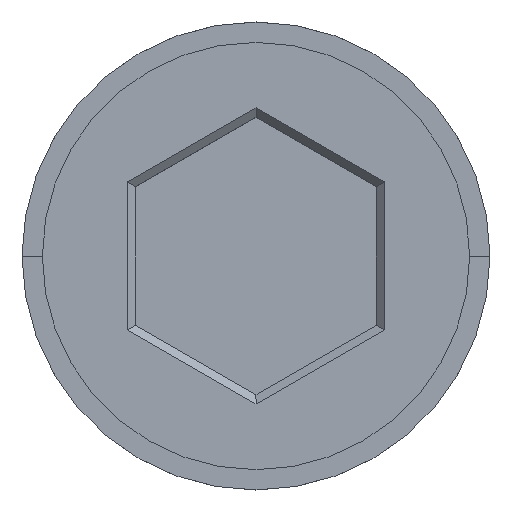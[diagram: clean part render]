
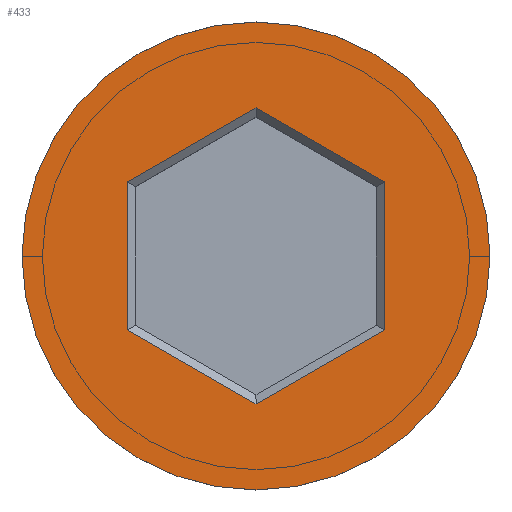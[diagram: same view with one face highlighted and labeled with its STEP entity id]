
A CAD part, top view. The second image highlights one B-rep face of the part: STEP entity #433.
In plain terms, the highlighted planar face has unit normal (0, 0, 1).
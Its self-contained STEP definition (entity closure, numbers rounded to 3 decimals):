
#57 = EDGE_CURVE ( 'NONE', #1100, #1443, #927, .T. ) ;
#58 = LINE ( 'NONE', #717, #147 ) ;
#81 = DIRECTION ( 'NONE',  ( -0.866, -0.5, 0. ) ) ;
#89 = CARTESIAN_POINT ( 'NONE',  ( 0., 0., 0. ) ) ;
#131 = VERTEX_POINT ( 'NONE', #1233 ) ;
#147 = VECTOR ( 'NONE', #1060, 1000. ) ;
#167 = EDGE_CURVE ( 'NONE', #1108, #1137, #820, .T. ) ;
#179 = LINE ( 'NONE', #1174, #495 ) ;
#180 = CARTESIAN_POINT ( 'NONE',  ( -5.75, 0., 0. ) ) ;
#190 = LINE ( 'NONE', #1021, #1431 ) ;
#200 = DIRECTION ( 'NONE',  ( 1., 0., 0. ) ) ;
#208 = DIRECTION ( 'NONE',  ( 0., 0., 1. ) ) ;
#223 = EDGE_CURVE ( 'NONE', #1443, #131, #490, .T. ) ;
#236 = EDGE_CURVE ( 'NONE', #324, #467, #179, .T. ) ;
#244 = ORIENTED_EDGE ( 'NONE', *, *, #1386, .T. ) ;
#250 = CARTESIAN_POINT ( 'NONE',  ( 0., 0., 0. ) ) ;
#289 = DIRECTION ( 'NONE',  ( 0.866, -0.5, 0. ) ) ;
#314 = ORIENTED_EDGE ( 'NONE', *, *, #223, .T. ) ;
#324 = VERTEX_POINT ( 'NONE', #427 ) ;
#355 = AXIS2_PLACEMENT_3D ( 'NONE', #250, #933, #922 ) ;
#368 = CARTESIAN_POINT ( 'NONE',  ( 3.15, -1.703, 0. ) ) ;
#373 = VECTOR ( 'NONE', #289, 1000. ) ;
#404 = CARTESIAN_POINT ( 'NONE',  ( -3.15, 1.819, 0. ) ) ;
#423 = CARTESIAN_POINT ( 'NONE',  ( 0., 0., 0. ) ) ;
#424 = ORIENTED_EDGE ( 'NONE', *, *, #884, .T. ) ;
#427 = CARTESIAN_POINT ( 'NONE',  ( 0., -3.637, 0. ) ) ;
#433 = ADVANCED_FACE ( 'NONE', ( #743, #848 ), #736, .T. ) ;
#441 = ORIENTED_EDGE ( 'NONE', *, *, #167, .T. ) ;
#467 = VERTEX_POINT ( 'NONE', #903 ) ;
#490 = LINE ( 'NONE', #937, #373 ) ;
#495 = VECTOR ( 'NONE', #832, 1000. ) ;
#552 = ORIENTED_EDGE ( 'NONE', *, *, #831, .T. ) ;
#554 = DIRECTION ( 'NONE',  ( 1., 0., 0. ) ) ;
#561 = VERTEX_POINT ( 'NONE', #1415 ) ;
#689 = VECTOR ( 'NONE', #815, 1000. ) ;
#708 = AXIS2_PLACEMENT_3D ( 'NONE', #89, #208, #554 ) ;
#717 = CARTESIAN_POINT ( 'NONE',  ( -3.15, 1.703, 0. ) ) ;
#736 = PLANE ( 'NONE',  #1180 ) ;
#740 = EDGE_LOOP ( 'NONE', ( #552, #441 ) ) ;
#743 = FACE_BOUND ( 'NONE', #1239, .T. ) ;
#815 = DIRECTION ( 'NONE',  ( 0., -1., 0. ) ) ;
#820 = CIRCLE ( 'NONE', #355, 5.75 ) ;
#831 = EDGE_CURVE ( 'NONE', #1137, #1108, #1334, .T. ) ;
#832 = DIRECTION ( 'NONE',  ( -0.866, 0.5, 0. ) ) ;
#848 = FACE_OUTER_BOUND ( 'NONE', #740, .T. ) ;
#873 = ORIENTED_EDGE ( 'NONE', *, *, #1308, .T. ) ;
#884 = EDGE_CURVE ( 'NONE', #561, #324, #190, .T. ) ;
#903 = CARTESIAN_POINT ( 'NONE',  ( -3.15, -1.819, 0. ) ) ;
#913 = ORIENTED_EDGE ( 'NONE', *, *, #236, .T. ) ;
#922 = DIRECTION ( 'NONE',  ( 1., 0., 0. ) ) ;
#927 = LINE ( 'NONE', #1034, #1156 ) ;
#933 = DIRECTION ( 'NONE',  ( 0., 0., 1. ) ) ;
#937 = CARTESIAN_POINT ( 'NONE',  ( 3.05, 1.876, 0. ) ) ;
#1013 = ORIENTED_EDGE ( 'NONE', *, *, #57, .T. ) ;
#1021 = CARTESIAN_POINT ( 'NONE',  ( 0.1, -3.58, 0. ) ) ;
#1034 = CARTESIAN_POINT ( 'NONE',  ( -0.1, 3.58, 0. ) ) ;
#1060 = DIRECTION ( 'NONE',  ( 0., 1., 0. ) ) ;
#1070 = CARTESIAN_POINT ( 'NONE',  ( 5.75, 0., 0. ) ) ;
#1100 = VERTEX_POINT ( 'NONE', #404 ) ;
#1108 = VERTEX_POINT ( 'NONE', #180 ) ;
#1137 = VERTEX_POINT ( 'NONE', #1070 ) ;
#1156 = VECTOR ( 'NONE', #1372, 1000. ) ;
#1174 = CARTESIAN_POINT ( 'NONE',  ( -3.05, -1.876, 0. ) ) ;
#1180 = AXIS2_PLACEMENT_3D ( 'NONE', #423, #1193, #200 ) ;
#1193 = DIRECTION ( 'NONE',  ( 0., 0., 1. ) ) ;
#1233 = CARTESIAN_POINT ( 'NONE',  ( 3.15, 1.819, 0. ) ) ;
#1239 = EDGE_LOOP ( 'NONE', ( #913, #244, #1013, #314, #873, #424 ) ) ;
#1308 = EDGE_CURVE ( 'NONE', #131, #561, #1376, .T. ) ;
#1334 = CIRCLE ( 'NONE', #708, 5.75 ) ;
#1372 = DIRECTION ( 'NONE',  ( 0.866, 0.5, 0. ) ) ;
#1376 = LINE ( 'NONE', #368, #689 ) ;
#1386 = EDGE_CURVE ( 'NONE', #467, #1100, #58, .T. ) ;
#1388 = CARTESIAN_POINT ( 'NONE',  ( 0., 3.637, 0. ) ) ;
#1415 = CARTESIAN_POINT ( 'NONE',  ( 3.15, -1.819, 0. ) ) ;
#1431 = VECTOR ( 'NONE', #81, 1000. ) ;
#1443 = VERTEX_POINT ( 'NONE', #1388 ) ;
